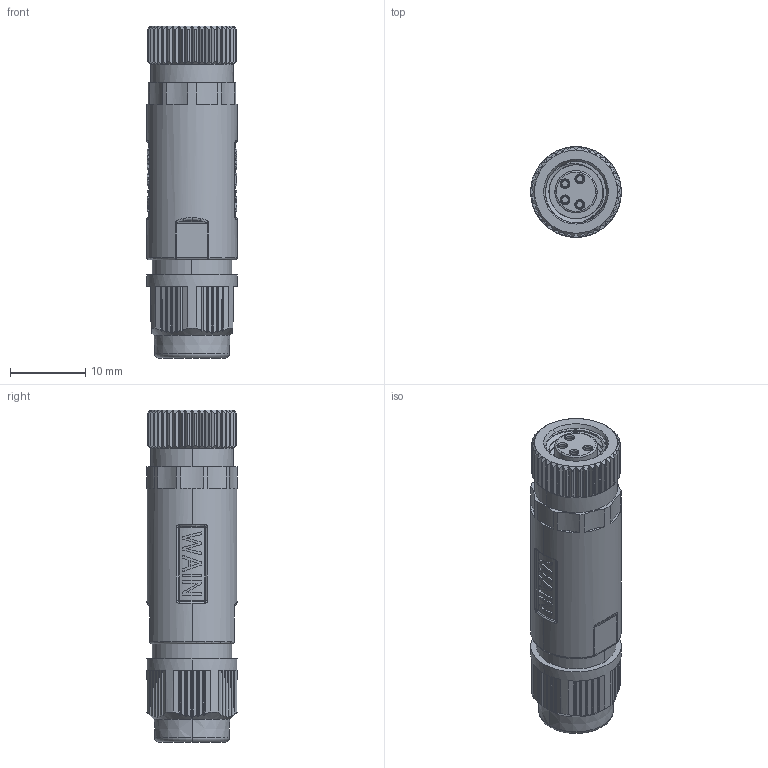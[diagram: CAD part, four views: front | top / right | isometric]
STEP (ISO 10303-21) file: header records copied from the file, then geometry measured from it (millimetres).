
FILE_DESCRIPTION((''),'2;1');
FILE_NAME('3D_1620044213001_M8-F04-T-D5_V1','2024-01-16T',('12524'),(''),'PRO/ENGINEER BY PARAMETRIC TECHNOLOGY CORPORATION, 2012480','PRO/ENGINEER BY PARAMETRIC TECHNOLOGY CORPORATION, 2012480','');
FILE_SCHEMA(('CONFIG_CONTROL_DESIGN'));
Length unit declared in the file: millimetre
Products named in the file (1): 3D_1620044213001_M8-F04-T-D5_V1
Bounding box: 12 x 12 x 44 mm (x, y, z)
Volume: 4436.4 mm3; surface area: 2446.5 mm2
Topology: 1 solids, 1 shells, 596 faces, 1900 edges, 1317 vertices
Faces by surface type: plane 276, cylinder 146, cone 86, bspline 64, torus 24
Entity records: 27006 total; most frequent: CARTESIAN_POINT 11337, ORIENTED_EDGE 3800, DIRECTION 2635, EDGE_CURVE 1900, VERTEX_POINT 1317, AXIS2_PLACEMENT_3D 984, B_SPLINE_CURVE_WITH_KNOTS 781, VECTOR 667
